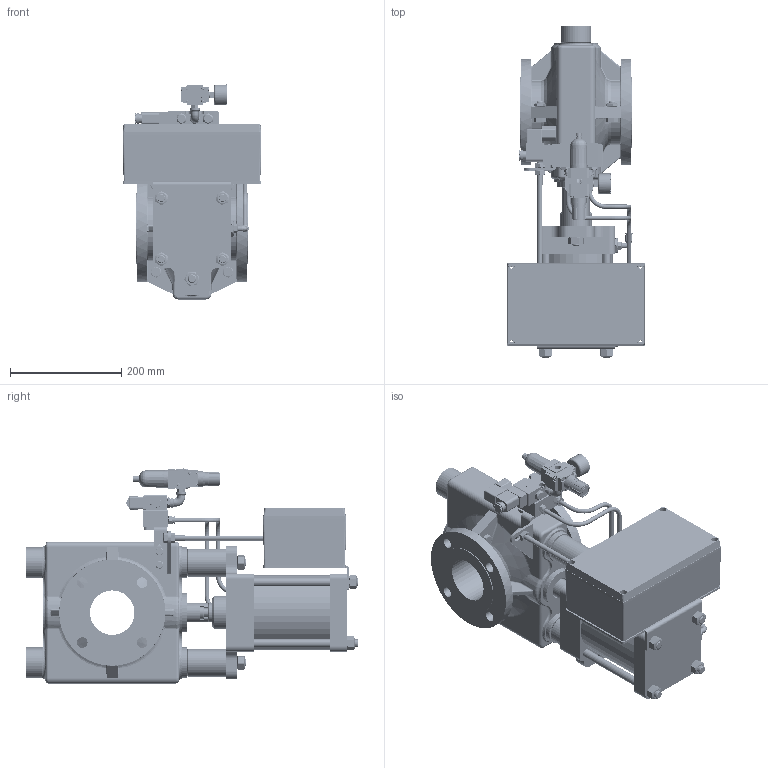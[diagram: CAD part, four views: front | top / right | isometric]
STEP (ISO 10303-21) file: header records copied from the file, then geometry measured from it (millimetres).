
FILE_DESCRIPTION((''),'2;1');
FILE_NAME('pinch 80A stp.stp','2014-04-15T08:50:03',('Administrator'),(''),'Autodesk Inventor 2009','Autodesk Inventor 2009','');
FILE_SCHEMA(('AUTOMOTIVE_DESIGN { 1 0 10303 214 1 1 1 1 }'));
Length unit declared in the file: millimetre
Products named in the file (52): 조립품1400414; body-bottom; BUTTOM post bush; sleeve 80; BOTTOM bar-80; body-TOP; bar-80; SHAFT; center bush; post bush; POST; bend plate -80; m6 -15-80 pin; m12-bolt; m12 nut; ADJUSTipt; ACTUATOR PLATE; ACTUATOR -BOTTOM PLATE; piston-125; cylinder tube -125; ACTUATOR 새ㅔ PLATE; 140328-cylinder shaft -80; 16nut-80; limitspin-br80a; m8-80; sol-block-80; BRAKET-80a; cylinder road; 리미츠-80; P-BOX-80; limitsbox-plate-80A; m4-80; indicator-80; limitspin-M10-345-80; m10-nuts-80; limits lever-lazer-80; solvalve-80A; solvalvebody; sol-nut; oring ...
Assembly tree (92 placements, depth 3):
  조립품1400414
    body-bottom
    BUTTOM post bush  x2
    sleeve 80
    BOTTOM bar-80
    body-TOP
    bar-80
    SHAFT
    center bush
    post bush  x2
    POST  x2
    bend plate -80  x4
    m6 -15-80 pin  x8
    m12-bolt  x4
    m12 nut  x4
    ADJUSTipt  x2
    ACTUATOR PLATE
    ACTUATOR -BOTTOM PLATE
    piston-125
    cylinder tube -125
    ACTUATOR 새ㅔ PLATE
    140328-cylinder shaft -80
    16nut-80  x2
    limitspin-br80a
    m8-80  x2
    sol-block-80
    BRAKET-80a
    cylinder road  x4
    리미츠-80  x2
    P-BOX-80
    limitsbox-plate-80A
    m4-80  x4
    indicator-80
    limitspin-M10-345-80
    m10-nuts-80  x4
    limits lever-lazer-80
    solvalve-80A
      solvalvebody
      sol-nut
      oring  x2
      solcoil-1
    부싱 1.5-.25-1  x2
    8MM pittingipt-80  x2
    PITTING L-8-80  x2
    M14 NUT -80  x4
    P-COVER-80
    단닛블-육각-150  x2
    사이렌셔-150  x2
    엘보
    smc-aw-20
    TUBE1
    tube2
Bounding box: 250 x 597 x 386.84 mm (x, y, z)
Volume: 8255832.2 mm3; surface area: 2111054.7 mm2
Topology: 94 solids, 95 shells, 4514 faces, 11262 edges, 7051 vertices
Faces by surface type: plane 1997, cylinder 1092, bspline 970, cone 252, torus 176, sphere 27
Full cylindrical faces by diameter (mm): 2 x3, 3 x1, 4 x8, 4.5 x2, 5 x1, 5.5 x2, 6 x34, 6.5 x1, 6.9 x2, 7 x7, 7.5 x1, 8 x28, 9 x2, 9.1 x1, 10 x22, 10.1 x1, 10.566 x1, 11 x5, 12 x5, 12.649 x2, 12.877 x2, 13 x14, 13.5 x2, 13.829 x2, 14 x17, 14.229 x2, 14.5 x4, 14.7 x4, 14.955 x2, 15 x14
Entity records: 129487 total; most frequent: CARTESIAN_POINT 48397, ORIENTED_EDGE 15930, DIRECTION 15528, EDGE_CURVE 7965, AXIS2_PLACEMENT_3D 5668, VERTEX_POINT 5276, EDGE_LOOP 4414, VECTOR 4192
